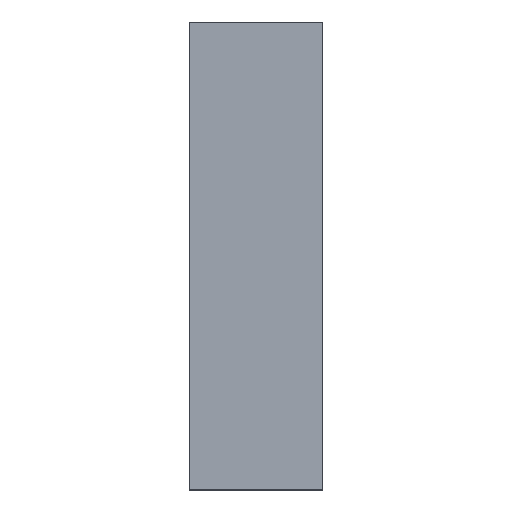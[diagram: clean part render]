
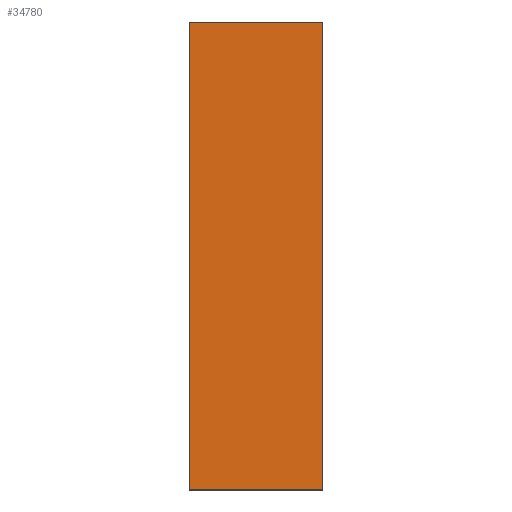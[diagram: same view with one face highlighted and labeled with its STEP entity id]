
A CAD part, top view. The second image highlights one B-rep face of the part: STEP entity #34780.
In plain terms, the highlighted face is planar.
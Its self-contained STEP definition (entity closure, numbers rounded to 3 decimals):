
#2450=CARTESIAN_POINT('',(38.,51.,0.));
#2460=VERTEX_POINT('',#2450);
#3590=CARTESIAN_POINT('',(10.,51.,0.));
#3600=VERTEX_POINT('',#3590);
#3630=CARTESIAN_POINT('',(-6.9,51.,0.));
#3640=DIRECTION('',(1.,0.,0.));
#3650=VECTOR('',#3640,1.);
#3660=LINE('',#3630,#3650);
#3670=EDGE_CURVE('',#3600,#2460,#3660,.T.);
#29350=CARTESIAN_POINT('',(-6.9,51.,-8.));
#29360=DIRECTION('',(1.,0.,0.));
#29370=VECTOR('',#29360,1.);
#29380=LINE('',#29350,#29370);
#29390=CARTESIAN_POINT('',(10.,51.,-8.));
#29400=VERTEX_POINT('',#29390);
#29410=CARTESIAN_POINT('',(38.,51.,-8.));
#29420=VERTEX_POINT('',#29410);
#29430=EDGE_CURVE('',#29400,#29420,#29380,.T.);
#34570=CARTESIAN_POINT('',(24.,51.,-4.));
#34580=DIRECTION('',(-0.,1.,0.));
#34590=DIRECTION('',(1.,0.,0.));
#34600=AXIS2_PLACEMENT_3D('',#34570,#34580,#34590);
#34610=PLANE('',#34600);
#34620=CARTESIAN_POINT('',(38.,51.,0.));
#34630=DIRECTION('',(0.,0.,-1.));
#34640=VECTOR('',#34630,1.);
#34650=LINE('',#34620,#34640);
#34660=EDGE_CURVE('',#2460,#29420,#34650,.T.);
#34670=ORIENTED_EDGE('',*,*,#34660,.T.);
#34680=ORIENTED_EDGE('',*,*,#3670,.T.);
#34690=CARTESIAN_POINT('',(10.,51.,0.));
#34700=DIRECTION('',(0.,0.,-1.));
#34710=VECTOR('',#34700,1.);
#34720=LINE('',#34690,#34710);
#34730=EDGE_CURVE('',#3600,#29400,#34720,.T.);
#34740=ORIENTED_EDGE('',*,*,#34730,.F.);
#34750=ORIENTED_EDGE('',*,*,#29430,.F.);
#34760=EDGE_LOOP('',(#34750,#34740,#34680,#34670));
#34770=FACE_OUTER_BOUND('',#34760,.T.);
#34780=ADVANCED_FACE('',(#34770),#34610,.T.);
